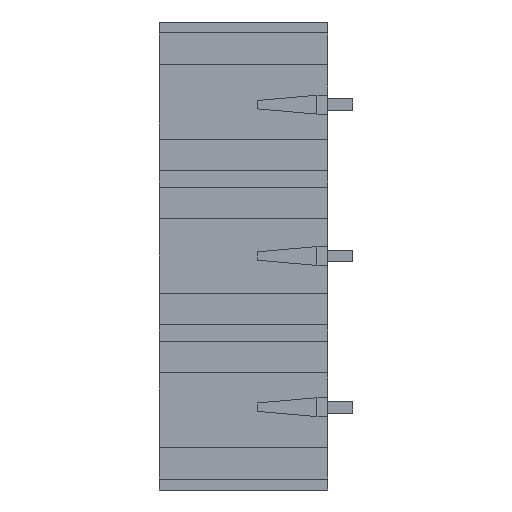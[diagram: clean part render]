
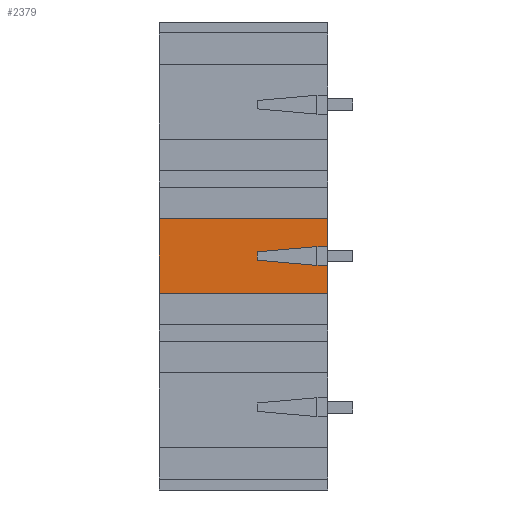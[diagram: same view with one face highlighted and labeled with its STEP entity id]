
A CAD part, left-side view. The second image highlights one B-rep face of the part: STEP entity #2379.
In plain terms, the highlighted planar face has unit normal (-1, 0, 0).
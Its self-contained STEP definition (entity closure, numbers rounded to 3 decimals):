
#487 = DIRECTION ( 'NONE',  ( 0., 1., 0. ) ) ;
#948 = ORIENTED_EDGE ( 'NONE', *, *, #6076, .F. ) ;
#952 = CARTESIAN_POINT ( 'NONE',  ( -38.85, 3.2, -4.773 ) ) ;
#1168 = CARTESIAN_POINT ( 'NONE',  ( -38.85, 24.74, 4.773 ) ) ;
#1303 = ORIENTED_EDGE ( 'NONE', *, *, #8017, .T. ) ;
#1391 = ORIENTED_EDGE ( 'NONE', *, *, #1955, .T. ) ;
#1534 = FACE_OUTER_BOUND ( 'NONE', #4677, .T. ) ;
#1562 = CARTESIAN_POINT ( 'NONE',  ( -38.85, 0., 0. ) ) ;
#1657 = DIRECTION ( 'NONE',  ( 0., 0., 1. ) ) ;
#1746 = DIRECTION ( 'NONE',  ( -1., 0., 0. ) ) ;
#1748 = CARTESIAN_POINT ( 'NONE',  ( -38.85, 3.2, 4.773 ) ) ;
#1819 = ORIENTED_EDGE ( 'NONE', *, *, #7387, .T. ) ;
#1955 = EDGE_CURVE ( 'NONE', #7875, #7302, #9361, .T. ) ;
#2045 = CARTESIAN_POINT ( 'NONE',  ( -38.85, 4.6, 1.2 ) ) ;
#2112 = LINE ( 'NONE', #2517, #9224 ) ;
#2180 = VECTOR ( 'NONE', #10700, 1000. ) ;
#2342 = DIRECTION ( 'NONE',  ( 0., 1., 0. ) ) ;
#2379 = ADVANCED_FACE ( 'NONE', ( #1534 ), #11538, .T. ) ;
#2517 = CARTESIAN_POINT ( 'NONE',  ( -38.85, 24.74, 29.845 ) ) ;
#2713 = ORIENTED_EDGE ( 'NONE', *, *, #9603, .F. ) ;
#2744 = VECTOR ( 'NONE', #487, 1000. ) ;
#2780 = EDGE_CURVE ( 'NONE', #3556, #3604, #11900, .T. ) ;
#2951 = EDGE_CURVE ( 'NONE', #3464, #3556, #8155, .T. ) ;
#3464 = VERTEX_POINT ( 'NONE', #11099 ) ;
#3556 = VERTEX_POINT ( 'NONE', #11286 ) ;
#3604 = VERTEX_POINT ( 'NONE', #8608 ) ;
#3692 = VERTEX_POINT ( 'NONE', #1168 ) ;
#3826 = CARTESIAN_POINT ( 'NONE',  ( -38.85, 3.2, 29.845 ) ) ;
#3910 = VECTOR ( 'NONE', #12776, 1000. ) ;
#4106 = EDGE_CURVE ( 'NONE', #7680, #5836, #14089, .T. ) ;
#4466 = LINE ( 'NONE', #6689, #6992 ) ;
#4501 = CARTESIAN_POINT ( 'NONE',  ( -38.85, 0., -4.773 ) ) ;
#4677 = EDGE_LOOP ( 'NONE', ( #4902, #948, #1819, #7424, #13489, #12034, #1391, #10400, #1303, #2713 ) ) ;
#4902 = ORIENTED_EDGE ( 'NONE', *, *, #4106, .F. ) ;
#5699 = VECTOR ( 'NONE', #6029, 1000. ) ;
#5735 = DIRECTION ( 'NONE',  ( 0., 0., 1. ) ) ;
#5836 = VERTEX_POINT ( 'NONE', #10998 ) ;
#6029 = DIRECTION ( 'NONE',  ( 0., 0., -1. ) ) ;
#6076 = EDGE_CURVE ( 'NONE', #11054, #7680, #11946, .T. ) ;
#6689 = CARTESIAN_POINT ( 'NONE',  ( -38.85, 3.2, 29.845 ) ) ;
#6883 = CARTESIAN_POINT ( 'NONE',  ( -38.85, 12.2, 0.535 ) ) ;
#6888 = CARTESIAN_POINT ( 'NONE',  ( -38.85, 3.2, -1.2 ) ) ;
#6916 = EDGE_CURVE ( 'NONE', #13814, #7302, #4466, .T. ) ;
#6992 = VECTOR ( 'NONE', #8711, 1000. ) ;
#7001 = CARTESIAN_POINT ( 'NONE',  ( -38.85, 4.6, -1.2 ) ) ;
#7302 = VERTEX_POINT ( 'NONE', #13377 ) ;
#7387 = EDGE_CURVE ( 'NONE', #11054, #3464, #7831, .T. ) ;
#7424 = ORIENTED_EDGE ( 'NONE', *, *, #2951, .T. ) ;
#7680 = VERTEX_POINT ( 'NONE', #952 ) ;
#7831 = LINE ( 'NONE', #7001, #2744 ) ;
#7875 = VERTEX_POINT ( 'NONE', #8027 ) ;
#7982 = VECTOR ( 'NONE', #11526, 1000. ) ;
#8017 = EDGE_CURVE ( 'NONE', #13814, #3692, #10870, .T. ) ;
#8027 = CARTESIAN_POINT ( 'NONE',  ( -38.85, 4.6, 1.2 ) ) ;
#8155 = LINE ( 'NONE', #9566, #3910 ) ;
#8223 = AXIS2_PLACEMENT_3D ( 'NONE', #1562, #1746, #1657 ) ;
#8608 = CARTESIAN_POINT ( 'NONE',  ( -38.85, 12.2, 0.535 ) ) ;
#8711 = DIRECTION ( 'NONE',  ( 0., 0., -1. ) ) ;
#9038 = CARTESIAN_POINT ( 'NONE',  ( -38.85, 3.2, 1.2 ) ) ;
#9224 = VECTOR ( 'NONE', #5735, 1000. ) ;
#9361 = LINE ( 'NONE', #9038, #9708 ) ;
#9566 = CARTESIAN_POINT ( 'NONE',  ( -38.85, 12.2, -0.535 ) ) ;
#9603 = EDGE_CURVE ( 'NONE', #5836, #3692, #2112, .T. ) ;
#9708 = VECTOR ( 'NONE', #10013, 1000. ) ;
#10013 = DIRECTION ( 'NONE',  ( 0., -1., 0. ) ) ;
#10293 = CARTESIAN_POINT ( 'NONE',  ( -38.85, 0., 4.773 ) ) ;
#10400 = ORIENTED_EDGE ( 'NONE', *, *, #6916, .F. ) ;
#10700 = DIRECTION ( 'NONE',  ( 0., -0.996, 0.087 ) ) ;
#10870 = LINE ( 'NONE', #10293, #7982 ) ;
#10998 = CARTESIAN_POINT ( 'NONE',  ( -38.85, 24.74, -4.773 ) ) ;
#11054 = VERTEX_POINT ( 'NONE', #6888 ) ;
#11099 = CARTESIAN_POINT ( 'NONE',  ( -38.85, 4.6, -1.2 ) ) ;
#11207 = DIRECTION ( 'NONE',  ( 0., 0., 1. ) ) ;
#11228 = VECTOR ( 'NONE', #11207, 1000. ) ;
#11286 = CARTESIAN_POINT ( 'NONE',  ( -38.85, 12.2, -0.535 ) ) ;
#11519 = VECTOR ( 'NONE', #2342, 1000. ) ;
#11526 = DIRECTION ( 'NONE',  ( 0., 1., 0. ) ) ;
#11538 = PLANE ( 'NONE',  #8223 ) ;
#11900 = LINE ( 'NONE', #6883, #11228 ) ;
#11946 = LINE ( 'NONE', #3826, #5699 ) ;
#12034 = ORIENTED_EDGE ( 'NONE', *, *, #13488, .T. ) ;
#12776 = DIRECTION ( 'NONE',  ( 0., 0.996, 0.087 ) ) ;
#13377 = CARTESIAN_POINT ( 'NONE',  ( -38.85, 3.2, 1.2 ) ) ;
#13488 = EDGE_CURVE ( 'NONE', #3604, #7875, #14108, .T. ) ;
#13489 = ORIENTED_EDGE ( 'NONE', *, *, #2780, .T. ) ;
#13814 = VERTEX_POINT ( 'NONE', #1748 ) ;
#14089 = LINE ( 'NONE', #4501, #11519 ) ;
#14108 = LINE ( 'NONE', #2045, #2180 ) ;
